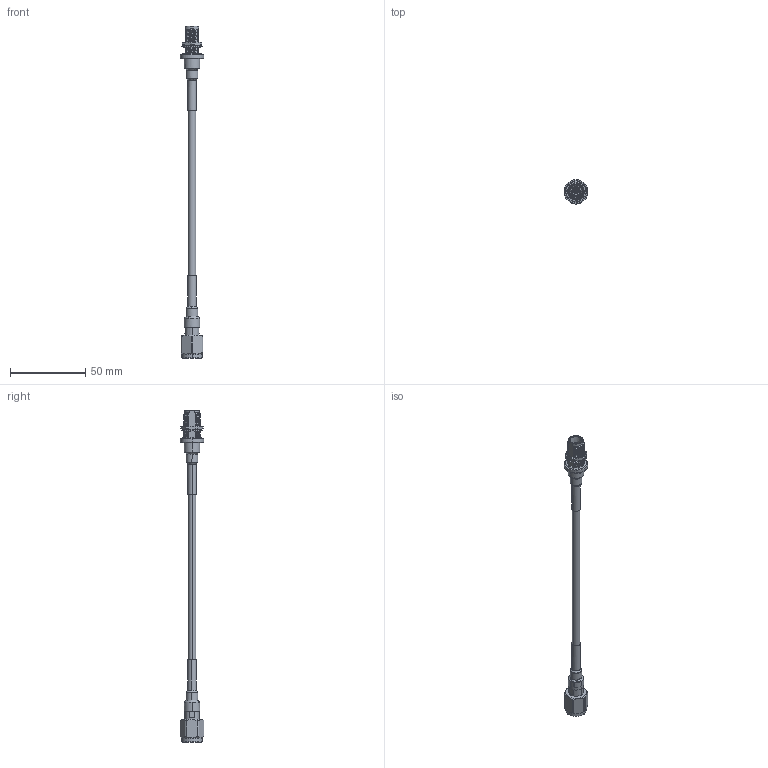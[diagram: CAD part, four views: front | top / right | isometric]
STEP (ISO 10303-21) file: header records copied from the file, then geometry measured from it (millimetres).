
FILE_DESCRIPTION (( 'STEP AP203' ), '1' );
FILE_NAME ('PE348.step', '2019-03-25T22:22:40', ( '' ), ( '' ), 'SwSTEP 2.0', 'SolidWorks 2017', '' );
FILE_SCHEMA (( 'CONFIG_CONTROL_DESIGN' ));
Length unit declared in the file: inch
Products named in the file (5): PE348; HeatShrink^PE348; Coax Cable_PE-P142LL; PE44815-FMCN1081; PE44811-FMCN1077
Assembly tree (4 placements, depth 2):
  PE348
    Coax Cable_PE-P142LL
    PE44811-FMCN1077
    PE44815-FMCN1081
    HeatShrink^PE348
Bounding box: 15.88 x 15.88 x 219.96 mm (x, y, z)
Volume: 10870.2 mm3; surface area: 9424.6 mm2
Topology: 8 solids, 8 shells, 467 faces, 1278 edges, 847 vertices
Faces by surface type: bspline 163, cylinder 139, plane 95, cone 64, torus 6
Entity records: 89562 total; most frequent: CARTESIAN_POINT 78933, ORIENTED_EDGE 2556, DIRECTION 1599, EDGE_CURVE 1278, VERTEX_POINT 847, AXIS2_PLACEMENT_3D 613, EDGE_LOOP 493, FACE_OUTER_BOUND 467
